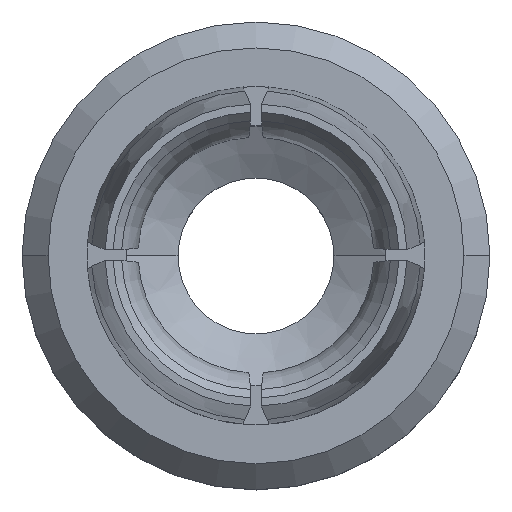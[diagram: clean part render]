
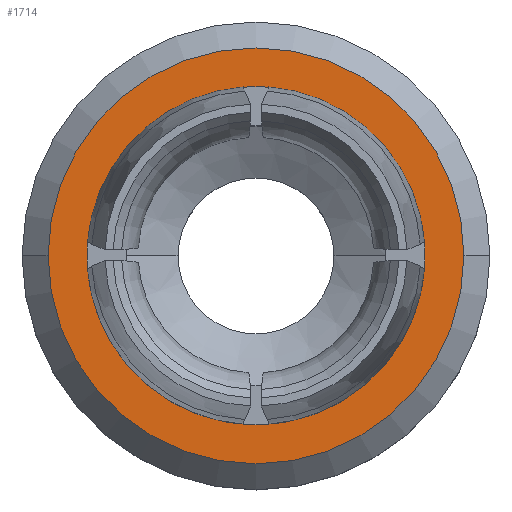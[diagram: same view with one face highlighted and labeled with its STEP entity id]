
A CAD part, top view. The second image highlights one B-rep face of the part: STEP entity #1714.
In plain terms, the highlighted planar face has unit normal (0, 0, 1).
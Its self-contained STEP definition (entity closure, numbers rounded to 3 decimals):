
#268=CARTESIAN_POINT('',(0.,0.,9.417));
#269=DIRECTION('',(0.,0.,1.));
#270=DIRECTION('',(1.,0.,0.));
#271=AXIS2_PLACEMENT_3D('',#268,#269,#270);
#281=CARTESIAN_POINT('',(0.,0.,9.417));
#282=DIRECTION('',(0.,0.,-1.));
#283=DIRECTION('',(1.,0.,0.));
#284=AXIS2_PLACEMENT_3D('',#281,#282,#283);
#286=CARTESIAN_POINT('',(0.,0.,9.417));
#287=DIRECTION('',(0.,0.,-1.));
#288=DIRECTION('',(1.,0.,0.));
#289=AXIS2_PLACEMENT_3D('',#286,#287,#288);
#291=CARTESIAN_POINT('',(0.,0.,9.417));
#292=DIRECTION('',(0.,0.,1.));
#293=DIRECTION('',(1.,0.,0.));
#294=AXIS2_PLACEMENT_3D('',#291,#292,#293);
#1148=CARTESIAN_POINT('',(8.,0.,9.417));
#1150=VERTEX_POINT('',#1148);
#1168=CARTESIAN_POINT('',(-8.,0.,9.417));
#1170=VERTEX_POINT('',#1168);
#1182=CARTESIAN_POINT('',(6.5,0.,9.417));
#1183=CARTESIAN_POINT('',(-6.5,0.,9.417));
#1184=VERTEX_POINT('',#1182);
#1185=VERTEX_POINT('',#1183);
#1699=CARTESIAN_POINT('',(0.,0.,9.417));
#1700=DIRECTION('',(0.,0.,1.));
#1701=DIRECTION('',(-1.,0.,0.));
#1702=AXIS2_PLACEMENT_3D('',#1699,#1700,#1701);
#1703=PLANE('',#1702);
#1704=ORIENTED_EDGE('',*,*,#1678,.F.);
#1705=ORIENTED_EDGE('',*,*,#1694,.T.);
#1706=EDGE_LOOP('',(#1704,#1705));
#1707=FACE_OUTER_BOUND('',#1706,.F.);
#1709=ORIENTED_EDGE('',*,*,#1708,.F.);
#1711=ORIENTED_EDGE('',*,*,#1710,.T.);
#1712=EDGE_LOOP('',(#1709,#1711));
#1713=FACE_BOUND('',#1712,.F.);
#1714=ADVANCED_FACE('',(#1707,#1713),#1703,.T.);
#272=CIRCLE('',#271,8.);
#285=CIRCLE('',#284,8.);
#290=CIRCLE('',#289,6.5);
#295=CIRCLE('',#294,6.5);
#1678=EDGE_CURVE('',#1150,#1170,#272,.T.);
#1694=EDGE_CURVE('',#1150,#1170,#285,.T.);
#1708=EDGE_CURVE('',#1184,#1185,#290,.T.);
#1710=EDGE_CURVE('',#1184,#1185,#295,.T.);
